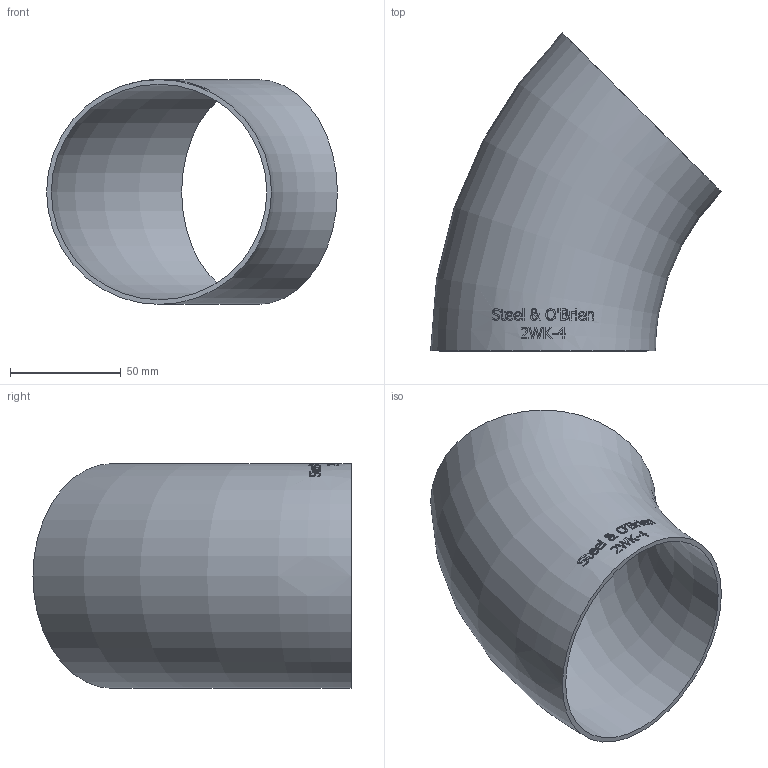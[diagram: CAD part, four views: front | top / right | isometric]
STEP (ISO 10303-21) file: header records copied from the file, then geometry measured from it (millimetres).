
FILE_DESCRIPTION(/* description */ (''),/* implementation_level */ '2;1');
FILE_NAME(/* name */ '2WK-4.stp',/* time_stamp */ '2019-07-26T14:54:21-04:00',/* author */ ('rick'),/* organization */ (''),/* preprocessor_version */ 'ST-DEVELOPER v15.2',/* originating_system */ 'Autodesk Inventor 2014',/* authorisation */ '');
FILE_SCHEMA (('AUTOMOTIVE_DESIGN { 1 0 10303 214 3 1 1 }'));
Length unit declared in the file: inch
Products named in the file (1): 2WK-4
Bounding box: 131.36 x 143.68 x 101.6 mm (x, y, z)
Volume: 78857.9 mm3; surface area: 76191.1 mm2
Topology: 1 solids, 1 shells, 291 faces, 783 edges, 522 vertices
Faces by surface type: plane 131, bspline 130, torus 30
Entity records: 11619 total; most frequent: CARTESIAN_POINT 5673, ORIENTED_EDGE 1562, EDGE_CURVE 781, DIRECTION 591, VERTEX_POINT 522, B_SPLINE_CURVE_WITH_KNOTS 518, EDGE_LOOP 323, ADVANCED_FACE 291
